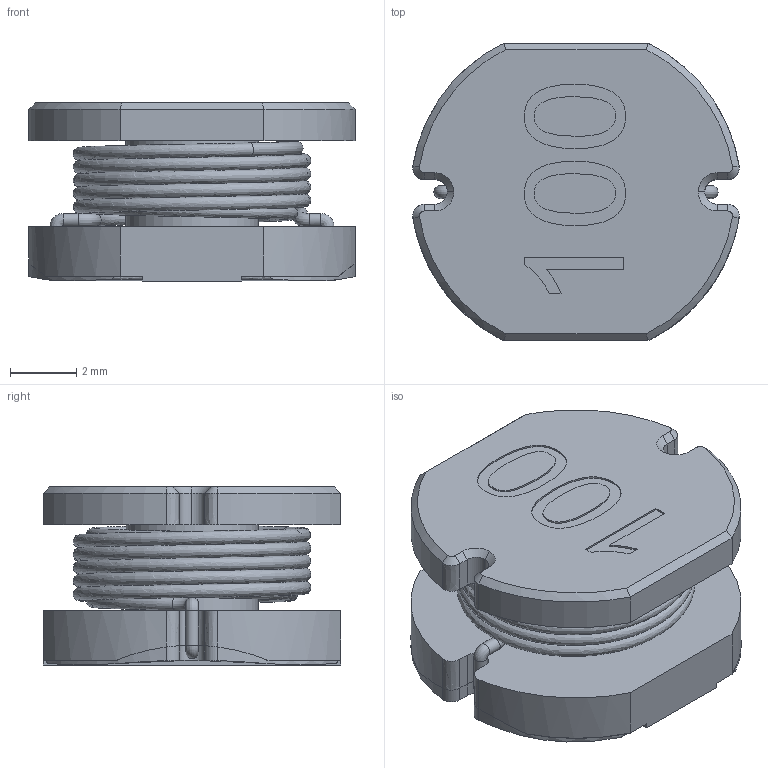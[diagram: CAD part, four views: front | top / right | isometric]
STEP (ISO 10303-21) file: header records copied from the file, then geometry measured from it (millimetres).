
FILE_DESCRIPTION( ('This file contains a STEP AP42 implementation' ,'as created by ZW3D STEP Interface translator.') ,'2;1' );
FILE_NAME( 'ESR1006-L(100).stp' ,'14 925. 81520', (''), ('ZWCAD Software Co.'), 'Version 1.0', 'ZW3D to STEP translator', '' );
FILE_SCHEMA( ('CONFIG_CONTROL_DESIGN') );
Length unit declared in the file: millimetre
Products named in the file (1): 0
Bounding box: 9.88 x 9 x 5.4 mm (x, y, z)
Volume: 262.4 mm3; surface area: 774 mm2
Topology: 4 solids, 4 shells, 142 faces, 360 edges, 233 vertices
Faces by surface type: bspline 142
Entity records: 58860 total; most frequent: CARTESIAN_POINT 56734, ORIENTED_EDGE 720, EDGE_CURVE 360, B_SPLINE_CURVE_WITH_KNOTS 269, VERTEX_POINT 233, EDGE_LOOP 149, FACE_OUTER_BOUND 142, ADVANCED_FACE 142
